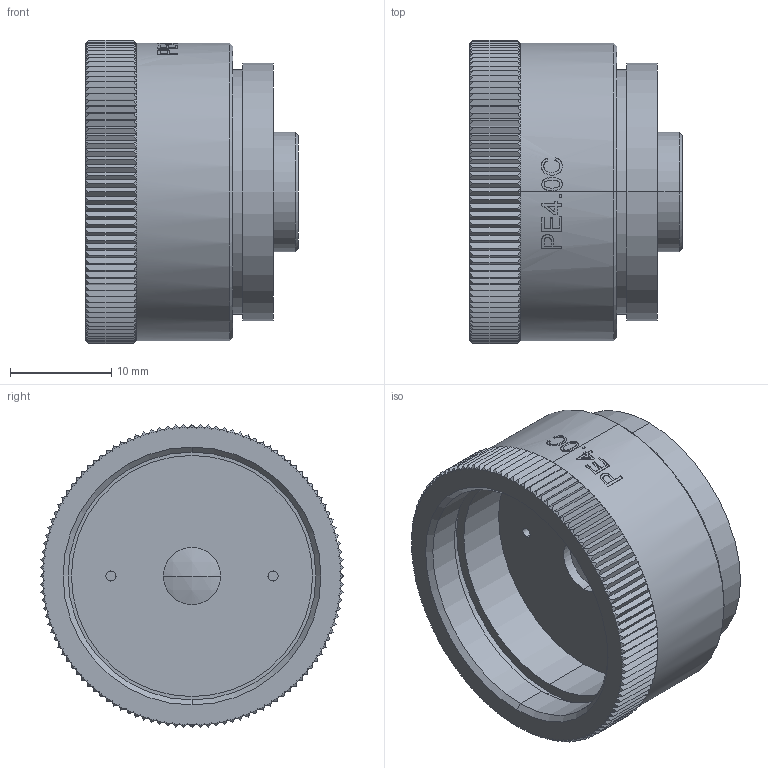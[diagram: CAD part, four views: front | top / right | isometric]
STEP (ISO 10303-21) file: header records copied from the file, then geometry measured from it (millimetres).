
FILE_DESCRIPTION (( 'STEP AP203' ), '1' );
FILE_NAME ('VA-LADAP-LCM-4xF-015.STEP', '2024-01-22T08:56:49', ( '' ), ( '' ), 'SwSTEP 2.0', 'SolidWorks 2014', '' );
FILE_SCHEMA (( 'CONFIG_CONTROL_DESIGN' ));
Length unit declared in the file: millimetre
Products named in the file (1): VA-LADAP-LCM-4xF-015
Bounding box: 20.97 x 30 x 30 mm (x, y, z)
Volume: 7238.4 mm3; surface area: 5014.2 mm2
Topology: 1 solids, 1 shells, 717 faces, 1833 edges, 1141 vertices
Faces by surface type: plane 398, cone 244, cylinder 43, bspline 28, sphere 4
Entity records: 25322 total; most frequent: CARTESIAN_POINT 8741, ORIENTED_EDGE 3666, DIRECTION 3134, EDGE_CURVE 1833, AXIS2_PLACEMENT_3D 1163, VERTEX_POINT 1141, VECTOR 808, LINE 808
